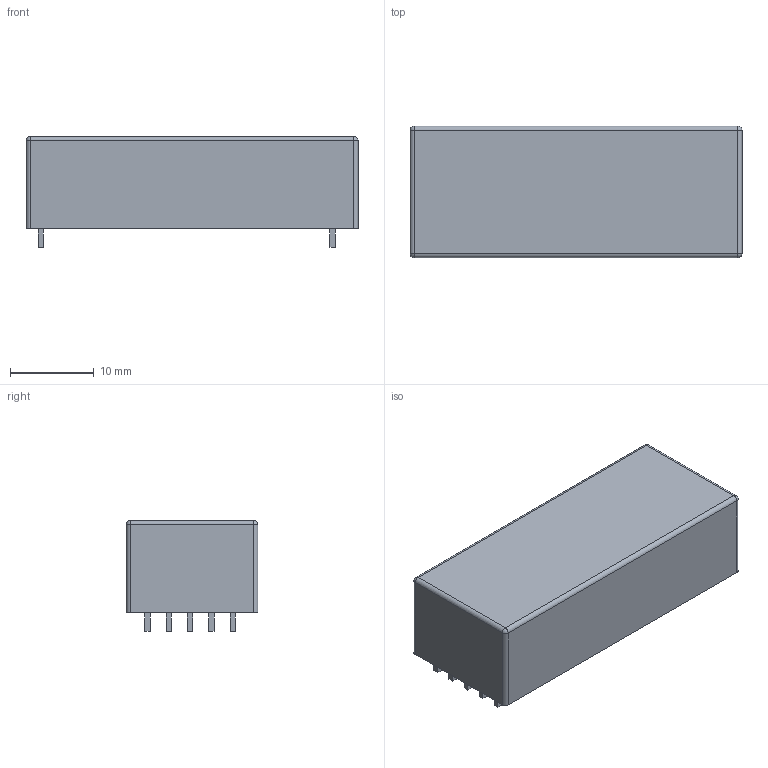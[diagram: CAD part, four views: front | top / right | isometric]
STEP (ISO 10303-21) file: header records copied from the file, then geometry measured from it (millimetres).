
FILE_DESCRIPTION((''),'2;1');
FILE_NAME('PWS_ISEG_APS.stp','2013-03-28T16:16:16',(''),(''),'Mechanical Desktop 2011','Mechanical Desktop 2011',', , ');
FILE_SCHEMA(('AUTOMOTIVE_DESIGN { 1 2 10303 214 1 1 1 1 }'));
Length unit declared in the file: millimetre
Products named in the file (1): Product
Bounding box: 39.6 x 15.7 x 13.2 mm (x, y, z)
Volume: 6836.8 mm3; surface area: 2470.9 mm2
Topology: 8 solids, 8 shells, 60 faces, 124 edges, 76 vertices
Faces by surface type: bspline 42, cylinder 8, plane 6, sphere 4
Entity records: 1569 total; most frequent: CARTESIAN_POINT 383, ORIENTED_EDGE 240, DIRECTION 174, EDGE_CURVE 120, VECTOR 104, LINE 104, VERTEX_POINT 76, EDGE_LOOP 60
